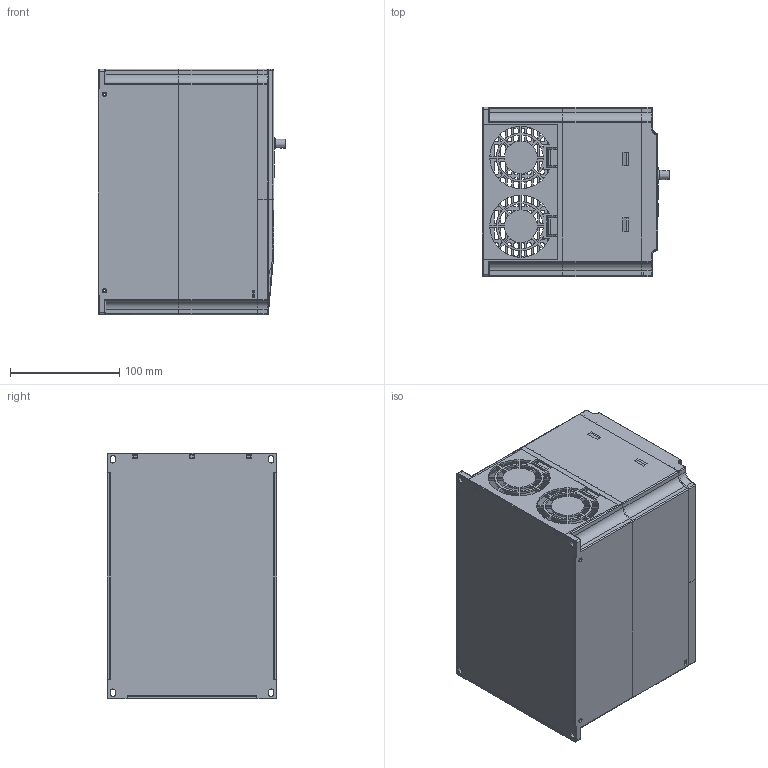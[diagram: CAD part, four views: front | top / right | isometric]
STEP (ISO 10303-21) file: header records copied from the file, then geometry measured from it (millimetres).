
FILE_DESCRIPTION(('STEP AP242'), '1');
FILE_NAME('Ïðåîáðàçîâàòåëü ÷àñòîò _ FCI-G4.0 P5.5-4B', '', ('UNSPECIFIED'), ('UNSPECIFIED'), 'C3D Converter', 'C3D Toolkit', '');
FILE_SCHEMA(('AP242_MANAGED_MODEL_BASED_3D_ENGINEERING_MIM_LF { 1 0 10303 442 1 1 4 }'));
Length unit declared in the file: millimetre
Products named in the file (8): FCI-G4.0 P5.5-4B; FCI-4.0 P5.5-4B; FCI-KP-S
Assembly tree (7 placements, depth 2):
  FCI-G4.0 P5.5-4B
    FCI-G4.0 P5.5-4B
    FCI-G4.0 P5.5-4B
    FCI-G4.0 P5.5-4B
    FCI-G4.0 P5.5-4B
    FCI-G4.0 P5.5-4B
    FCI-4.0 P5.5-4B
    FCI-KP-S
Bounding box: 172 x 155 x 225 mm (x, y, z)
Volume: 348830.9 mm3; surface area: 550105.5 mm2
Topology: 6 solids, 7 shells, 1979 faces, 5707 edges, 3751 vertices
Faces by surface type: plane 1275, cylinder 645, bspline 18, sphere 18, torus 17, cone 6
Full cylindrical faces by diameter (mm): 2 x32, 2.4 x2, 3 x3, 4 x26, 6 x16, 7 x2, 8 x2
Entity records: 72190 total; most frequent: CARTESIAN_POINT 15082, ORIENTED_EDGE 11190, DIRECTION 10883, EDGE_CURVE 5596, LINE 4227, VECTOR 4227, VERTEX_POINT 3751, AXIS2_PLACEMENT_3D 3328
